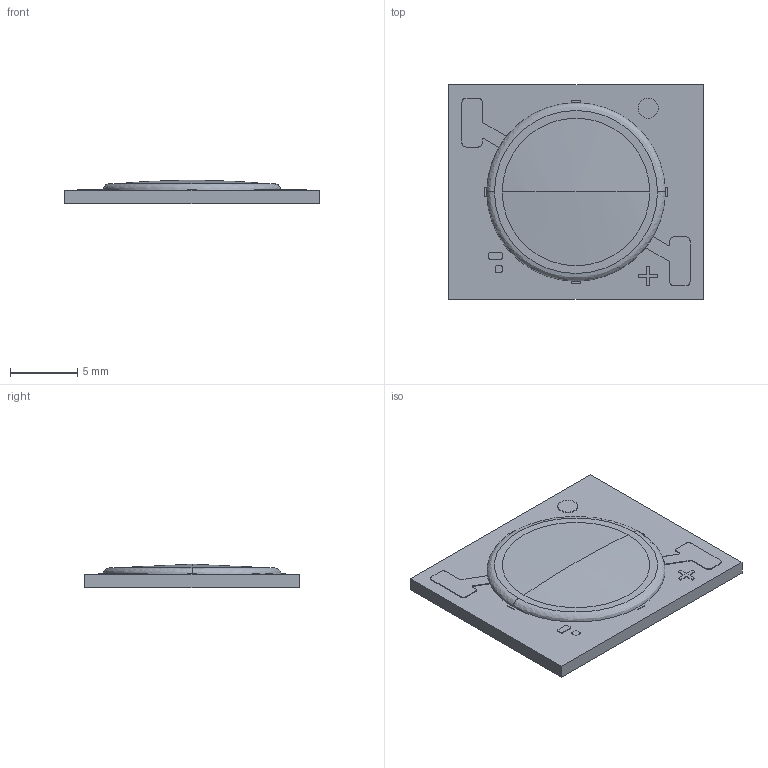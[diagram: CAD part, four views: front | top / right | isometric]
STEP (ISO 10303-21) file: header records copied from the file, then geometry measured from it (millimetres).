
FILE_DESCRIPTION (( 'STEP AP214' ), '1' );
FILE_NAME ('L024Z-V1.STEP', '2020-02-20T05:28:03', ( '' ), ( '' ), 'SwSTEP 2.0', 'SolidWorks 2016', '' );
FILE_SCHEMA (( 'AUTOMOTIVE_DESIGN' ));
Length unit declared in the file: millimetre
Products named in the file (5): 3; 4; 2; L024Z-V1; 1
Assembly tree (4 placements, depth 2):
  L024Z-V1
    1
    2
    3
    4
Bounding box: 19 x 16 x 1.75 mm (x, y, z)
Volume: 383.8 mm3; surface area: 1195.9 mm2
Topology: 13 solids, 13 shells, 107 faces, 244 edges, 163 vertices
Faces by surface type: plane 79, cylinder 24, bspline 2, sphere 2
Entity records: 3303 total; most frequent: CARTESIAN_POINT 557, DIRECTION 522, ORIENTED_EDGE 488, EDGE_CURVE 244, LINE 186, VECTOR 186, AXIS2_PLACEMENT_3D 168, VERTEX_POINT 163
